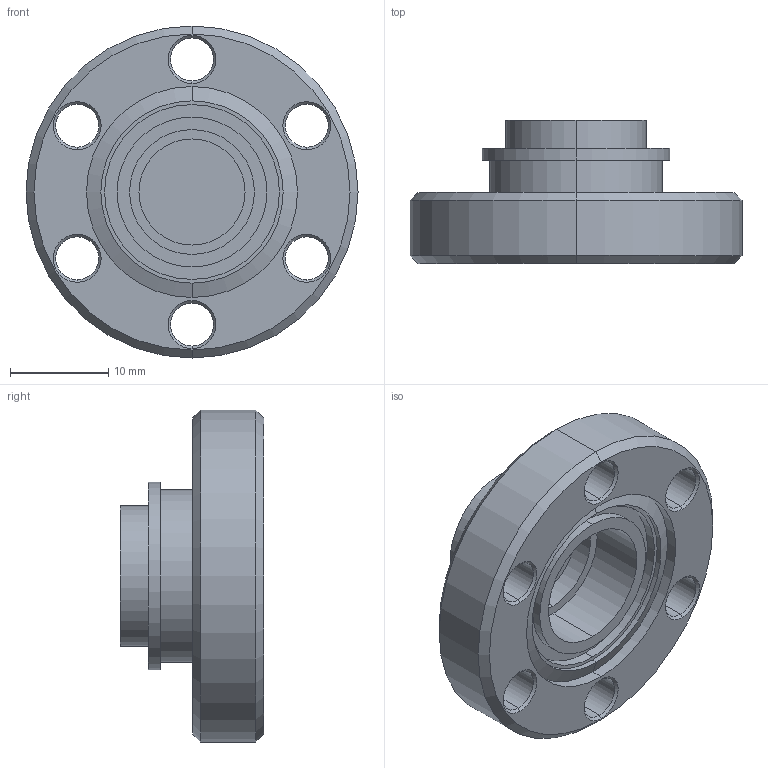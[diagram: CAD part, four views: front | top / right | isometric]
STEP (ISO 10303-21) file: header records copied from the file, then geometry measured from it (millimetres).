
FILE_DESCRIPTION (( 'STEP AP214' ), '1' );
FILE_NAME ('130-MGF-10-C16.STEP', '2016-10-14T06:55:48', ( 'allectra' ), ( 'Microsoft' ), 'SwSTEP 2.0', 'SolidWorks 2014', '' );
FILE_SCHEMA (( 'AUTOMOTIVE_DESIGN' ));
Length unit declared in the file: millimetre
Products named in the file (2): 130-MGF-10-C16
Bounding box: 33.78 x 14.61 x 33.78 mm (x, y, z)
Volume: 5649.5 mm3; surface area: 4101.3 mm2
Topology: 1 solids, 1 shells, 81 faces, 178 edges, 110 vertices
Faces by surface type: cylinder 38, cone 30, plane 13
Entity records: 2349 total; most frequent: DIRECTION 454, CARTESIAN_POINT 371, ORIENTED_EDGE 356, AXIS2_PLACEMENT_3D 193, EDGE_CURVE 178, VERTEX_POINT 110, CIRCLE 110, EDGE_LOOP 104
